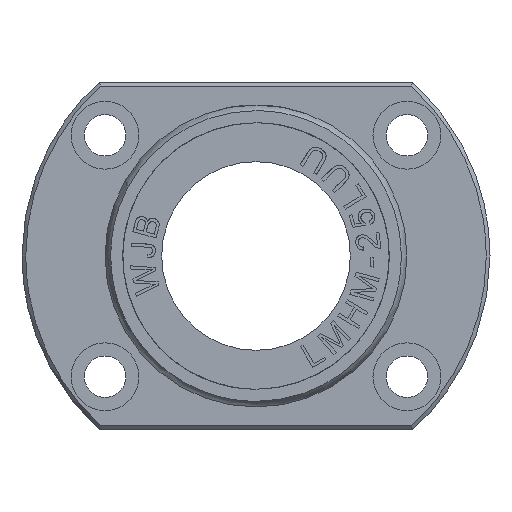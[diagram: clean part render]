
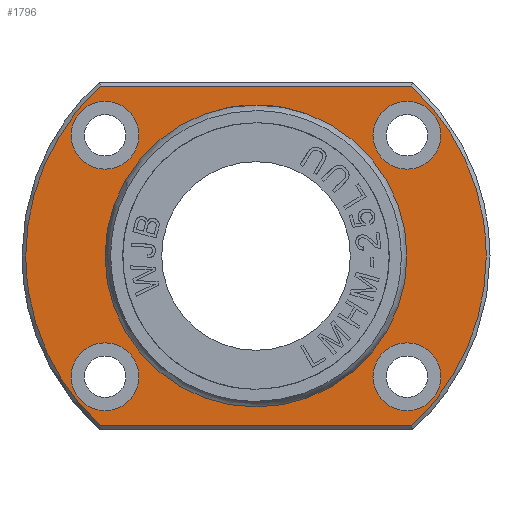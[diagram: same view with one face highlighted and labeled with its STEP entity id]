
A CAD part, left-side view. The second image highlights one B-rep face of the part: STEP entity #1796.
In plain terms, the highlighted planar face has unit normal (-1, 0, 0).
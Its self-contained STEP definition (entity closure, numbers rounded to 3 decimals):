
#1796=ADVANCED_FACE('',(#2980,#2981,#2982,#2983,#2984,#2985),#2210,.T.);
#2210=PLANE('',#7670);
#2496=B_SPLINE_CURVE_WITH_KNOTS('',3,(#9668,#9669,#9670,#9671,#9672,#9673),
 .UNSPECIFIED.,.F.,.F.,(4,2,4),(0.,0.5,1.),.UNSPECIFIED.);
#2497=B_SPLINE_CURVE_WITH_KNOTS('',3,(#9676,#9677,#9678,#9679,#9680,#9681),
 .UNSPECIFIED.,.F.,.F.,(4,2,4),(0.,0.5,1.),.UNSPECIFIED.);
#2498=B_SPLINE_CURVE_WITH_KNOTS('',3,(#9683,#9684,#9685,#9686),.UNSPECIFIED.,
 .F.,.F.,(4,4),(0.,1.),.UNSPECIFIED.);
#2499=B_SPLINE_CURVE_WITH_KNOTS('',3,(#9688,#9689,#9690,#9691,#9692,#9693),
 .UNSPECIFIED.,.F.,.F.,(4,2,4),(0.,0.5,1.),.UNSPECIFIED.);
#2500=B_SPLINE_CURVE_WITH_KNOTS('',3,(#9695,#9696,#9697,#9698,#9699,#9700),
 .UNSPECIFIED.,.F.,.F.,(4,2,4),(0.,0.5,1.),.UNSPECIFIED.);
#2501=B_SPLINE_CURVE_WITH_KNOTS('',3,(#9702,#9703,#9704,#9705),.UNSPECIFIED.,
 .F.,.F.,(4,4),(0.,1.),.UNSPECIFIED.);
#2502=B_SPLINE_CURVE_WITH_KNOTS('',3,(#9706,#9707,#9708,#9709,#9710,#9711,
#9712,#9713,#9714,#9715),.UNSPECIFIED.,.F.,.F.,(4,2,2,2,4),(0.,0.25,0.5,
0.75,1.),.UNSPECIFIED.);
#2503=B_SPLINE_CURVE_WITH_KNOTS('',3,(#9718,#9719,#9720,#9721,#9722,#9723,
#9724,#9725,#9726,#9727),.UNSPECIFIED.,.F.,.F.,(4,2,2,2,4),(0.,0.25,0.5,
0.75,1.),.UNSPECIFIED.);
#2980=FACE_BOUND('',#3090,.T.);
#2981=FACE_BOUND('',#3091,.T.);
#2982=FACE_BOUND('',#3092,.T.);
#2983=FACE_BOUND('',#3093,.T.);
#2984=FACE_BOUND('',#3094,.T.);
#2985=FACE_BOUND('',#3095,.T.);
#3090=EDGE_LOOP('',(#3584,#3585));
#3091=EDGE_LOOP('',(#3586,#3587));
#3092=EDGE_LOOP('',(#3588,#3589));
#3093=EDGE_LOOP('',(#3590,#3591));
#3094=EDGE_LOOP('',(#3592,#3593,#3594,#3595,#3596,#3597));
#3095=EDGE_LOOP('',(#3598,#3599));
#3584=ORIENTED_EDGE('',*,*,#6485,.F.);
#3585=ORIENTED_EDGE('',*,*,#6486,.F.);
#3586=ORIENTED_EDGE('',*,*,#6487,.F.);
#3587=ORIENTED_EDGE('',*,*,#6488,.F.);
#3588=ORIENTED_EDGE('',*,*,#6489,.F.);
#3589=ORIENTED_EDGE('',*,*,#6490,.F.);
#3590=ORIENTED_EDGE('',*,*,#6491,.F.);
#3591=ORIENTED_EDGE('',*,*,#6492,.F.);
#3592=ORIENTED_EDGE('',*,*,#6493,.F.);
#3593=ORIENTED_EDGE('',*,*,#6494,.F.);
#3594=ORIENTED_EDGE('',*,*,#6495,.F.);
#3595=ORIENTED_EDGE('',*,*,#6496,.F.);
#3596=ORIENTED_EDGE('',*,*,#6497,.F.);
#3597=ORIENTED_EDGE('',*,*,#6498,.F.);
#3598=ORIENTED_EDGE('',*,*,#6499,.T.);
#3599=ORIENTED_EDGE('',*,*,#6500,.T.);
#5746=VERTEX_POINT('',#9653);
#5747=VERTEX_POINT('',#9654);
#5748=VERTEX_POINT('',#9657);
#5749=VERTEX_POINT('',#9658);
#5750=VERTEX_POINT('',#9661);
#5751=VERTEX_POINT('',#9662);
#5752=VERTEX_POINT('',#9665);
#5753=VERTEX_POINT('',#9666);
#5754=VERTEX_POINT('',#9674);
#5755=VERTEX_POINT('',#9675);
#5756=VERTEX_POINT('',#9682);
#5757=VERTEX_POINT('',#9687);
#5758=VERTEX_POINT('',#9694);
#5759=VERTEX_POINT('',#9701);
#5760=VERTEX_POINT('',#9716);
#5761=VERTEX_POINT('',#9717);
#6485=EDGE_CURVE('',#5746,#5747,#7566,.T.);
#6486=EDGE_CURVE('',#5747,#5746,#7567,.T.);
#6487=EDGE_CURVE('',#5748,#5749,#7568,.T.);
#6488=EDGE_CURVE('',#5749,#5748,#7569,.T.);
#6489=EDGE_CURVE('',#5750,#5751,#7570,.T.);
#6490=EDGE_CURVE('',#5751,#5750,#7571,.T.);
#6491=EDGE_CURVE('',#5752,#5753,#7572,.T.);
#6492=EDGE_CURVE('',#5753,#5752,#7573,.T.);
#6493=EDGE_CURVE('',#5754,#5755,#2496,.T.);
#6494=EDGE_CURVE('',#5756,#5754,#2497,.T.);
#6495=EDGE_CURVE('',#5757,#5756,#2498,.T.);
#6496=EDGE_CURVE('',#5758,#5757,#2499,.T.);
#6497=EDGE_CURVE('',#5759,#5758,#2500,.T.);
#6498=EDGE_CURVE('',#5755,#5759,#2501,.T.);
#6499=EDGE_CURVE('',#5760,#5761,#2502,.T.);
#6500=EDGE_CURVE('',#5761,#5760,#2503,.T.);
#7566=CIRCLE('',#7662,4.5);
#7567=CIRCLE('',#7663,4.5);
#7568=CIRCLE('',#7664,4.5);
#7569=CIRCLE('',#7665,4.5);
#7570=CIRCLE('',#7666,4.5);
#7571=CIRCLE('',#7667,4.5);
#7572=CIRCLE('',#7668,4.5);
#7573=CIRCLE('',#7669,4.5);
#7662=AXIS2_PLACEMENT_3D('',#9652,#8107,#8108);
#7663=AXIS2_PLACEMENT_3D('',#9655,#8109,#8110);
#7664=AXIS2_PLACEMENT_3D('',#9656,#8111,#8112);
#7665=AXIS2_PLACEMENT_3D('',#9659,#8113,#8114);
#7666=AXIS2_PLACEMENT_3D('',#9660,#8115,#8116);
#7667=AXIS2_PLACEMENT_3D('',#9663,#8117,#8118);
#7668=AXIS2_PLACEMENT_3D('',#9664,#8119,#8120);
#7669=AXIS2_PLACEMENT_3D('',#9667,#8121,#8122);
#7670=AXIS2_PLACEMENT_3D('',#9728,#8123,#8124);
#8107=DIRECTION('',(-1.,0.,0.));
#8108=DIRECTION('',(0.,0.,1.));
#8109=DIRECTION('',(-1.,0.,0.));
#8110=DIRECTION('',(0.,0.,1.));
#8111=DIRECTION('',(-1.,0.,0.));
#8112=DIRECTION('',(0.,0.,1.));
#8113=DIRECTION('',(-1.,0.,0.));
#8114=DIRECTION('',(0.,0.,1.));
#8115=DIRECTION('',(-1.,0.,0.));
#8116=DIRECTION('',(0.,0.,1.));
#8117=DIRECTION('',(-1.,0.,0.));
#8118=DIRECTION('',(0.,0.,1.));
#8119=DIRECTION('',(-1.,0.,0.));
#8120=DIRECTION('',(0.,0.,1.));
#8121=DIRECTION('',(-1.,0.,0.));
#8122=DIRECTION('',(0.,0.,1.));
#8123=DIRECTION('',(-1.,0.,0.));
#8124=DIRECTION('',(0.,-1.,0.));
#9652=CARTESIAN_POINT('',(0.,-20.,16.));
#9653=CARTESIAN_POINT('',(0.,-20.,11.5));
#9654=CARTESIAN_POINT('',(0.,-20.,20.5));
#9655=CARTESIAN_POINT('',(0.,-20.,16.));
#9656=CARTESIAN_POINT('',(0.,20.,16.));
#9657=CARTESIAN_POINT('',(0.,20.,11.5));
#9658=CARTESIAN_POINT('',(0.,20.,20.5));
#9659=CARTESIAN_POINT('',(0.,20.,16.));
#9660=CARTESIAN_POINT('',(0.,-20.,-16.));
#9661=CARTESIAN_POINT('',(0.,-20.,-20.5));
#9662=CARTESIAN_POINT('',(0.,-20.,-11.5));
#9663=CARTESIAN_POINT('',(0.,-20.,-16.));
#9664=CARTESIAN_POINT('',(0.,20.,-16.));
#9665=CARTESIAN_POINT('',(0.,20.,-20.5));
#9666=CARTESIAN_POINT('',(0.,20.,-11.5));
#9667=CARTESIAN_POINT('',(0.,20.,-16.));
#9668=CARTESIAN_POINT('',(0.,-30.5,0.));
#9669=CARTESIAN_POINT('',(0.,-30.5,-4.217));
#9670=CARTESIAN_POINT('',(0.,-29.613,-8.433));
#9671=CARTESIAN_POINT('',(0.,-26.213,-16.152));
#9672=CARTESIAN_POINT('',(0.,-23.703,-19.653));
#9673=CARTESIAN_POINT('',(0.,-20.591,-22.5));
#9674=CARTESIAN_POINT('',(0.,-30.5,0.));
#9675=CARTESIAN_POINT('',(0.,-20.591,-22.5));
#9676=CARTESIAN_POINT('',(0.,-20.591,22.5));
#9677=CARTESIAN_POINT('',(0.,-23.703,19.653));
#9678=CARTESIAN_POINT('',(0.,-26.213,16.152));
#9679=CARTESIAN_POINT('',(0.,-29.613,8.433));
#9680=CARTESIAN_POINT('',(0.,-30.5,4.217));
#9681=CARTESIAN_POINT('',(0.,-30.5,0.));
#9682=CARTESIAN_POINT('',(0.,-20.591,22.5));
#9683=CARTESIAN_POINT('',(0.,20.591,22.5));
#9684=CARTESIAN_POINT('',(0.,6.864,22.5));
#9685=CARTESIAN_POINT('',(0.,-6.864,22.5));
#9686=CARTESIAN_POINT('',(0.,-20.591,22.5));
#9687=CARTESIAN_POINT('',(0.,20.591,22.5));
#9688=CARTESIAN_POINT('',(0.,30.5,0.));
#9689=CARTESIAN_POINT('',(0.,30.5,4.217));
#9690=CARTESIAN_POINT('',(0.,29.613,8.433));
#9691=CARTESIAN_POINT('',(0.,26.213,16.152));
#9692=CARTESIAN_POINT('',(0.,23.703,19.653));
#9693=CARTESIAN_POINT('',(0.,20.591,22.5));
#9694=CARTESIAN_POINT('',(0.,30.5,0.));
#9695=CARTESIAN_POINT('',(0.,20.591,-22.5));
#9696=CARTESIAN_POINT('',(0.,23.703,-19.653));
#9697=CARTESIAN_POINT('',(0.,26.213,-16.152));
#9698=CARTESIAN_POINT('',(0.,29.613,-8.433));
#9699=CARTESIAN_POINT('',(0.,30.5,-4.217));
#9700=CARTESIAN_POINT('',(0.,30.5,0.));
#9701=CARTESIAN_POINT('',(0.,20.591,-22.5));
#9702=CARTESIAN_POINT('',(0.,-20.591,-22.5));
#9703=CARTESIAN_POINT('',(0.,-6.864,-22.5));
#9704=CARTESIAN_POINT('',(0.,6.864,-22.5));
#9705=CARTESIAN_POINT('',(0.,20.591,-22.5));
#9706=CARTESIAN_POINT('',(0.,0.,19.564));
#9707=CARTESIAN_POINT('',(0.,-5.141,19.563));
#9708=CARTESIAN_POINT('',(0.,-10.2,17.467));
#9709=CARTESIAN_POINT('',(0.,-17.467,10.2));
#9710=CARTESIAN_POINT('',(0.,-19.564,5.138));
#9711=CARTESIAN_POINT('',(0.,-19.564,-5.138));
#9712=CARTESIAN_POINT('',(0.,-17.467,-10.2));
#9713=CARTESIAN_POINT('',(0.,-10.2,-17.467));
#9714=CARTESIAN_POINT('',(0.,-5.141,-19.563));
#9715=CARTESIAN_POINT('',(0.,0.,-19.564));
#9716=CARTESIAN_POINT('',(0.,0.,19.564));
#9717=CARTESIAN_POINT('',(0.,0.,-19.564));
#9718=CARTESIAN_POINT('',(0.,0.,-19.564));
#9719=CARTESIAN_POINT('',(0.,5.141,-19.563));
#9720=CARTESIAN_POINT('',(0.,10.2,-17.467));
#9721=CARTESIAN_POINT('',(0.,17.467,-10.2));
#9722=CARTESIAN_POINT('',(0.,19.564,-5.138));
#9723=CARTESIAN_POINT('',(0.,19.564,5.138));
#9724=CARTESIAN_POINT('',(0.,17.467,10.2));
#9725=CARTESIAN_POINT('',(0.,10.2,17.467));
#9726=CARTESIAN_POINT('',(0.,5.141,19.563));
#9727=CARTESIAN_POINT('',(0.,0.,19.564));
#9728=CARTESIAN_POINT('',(0.,30.5,-22.5));
